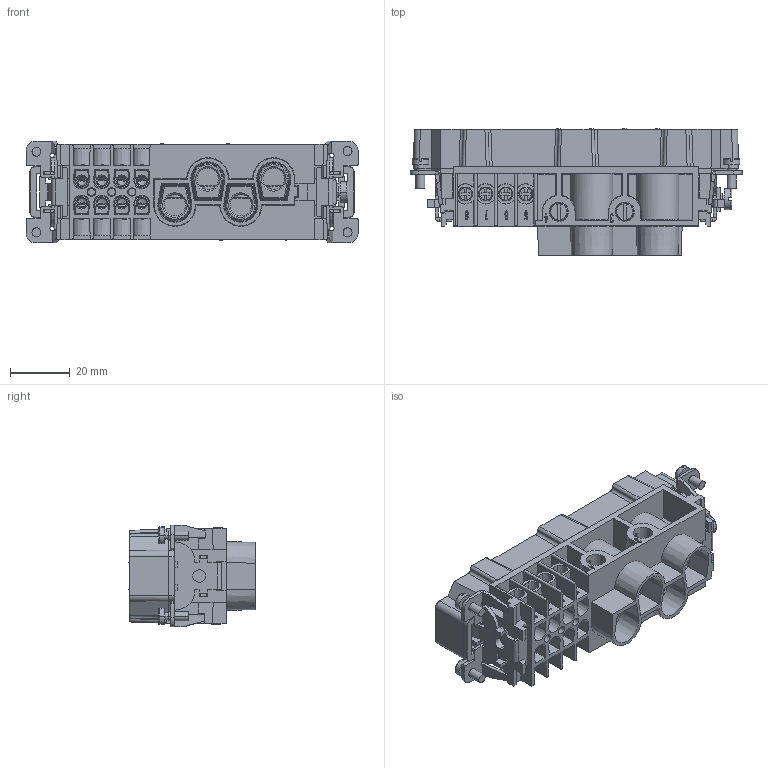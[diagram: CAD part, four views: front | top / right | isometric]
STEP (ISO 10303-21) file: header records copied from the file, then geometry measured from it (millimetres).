
FILE_DESCRIPTION((''),'2;1');
FILE_NAME('FCHATI_','2017-09-02T',('tl.yang'),(''),'PRO/ENGINEER BY PARAMETRIC TECHNOLOGY CORPORATION, 2011500','PRO/ENGINEER BY PARAMETRIC TECHNOLOGY CORPORATION, 2011500','');
FILE_SCHEMA(('CONFIG_CONTROL_DESIGN'));
Products named in the file (1): FCHATI_
Bounding box: 111 x 42.4 x 34 mm (x, y, z)
Volume: 46752.3 mm3; surface area: 48332.5 mm2
Topology: 1 solids, 1 shells, 2769 faces, 7730 edges, 5018 vertices
Faces by surface type: plane 1901, cylinder 493, cone 202, torus 71, bspline 62, sphere 40
Entity records: 93234 total; most frequent: CARTESIAN_POINT 22763, ORIENTED_EDGE 15380, DIRECTION 13575, EDGE_CURVE 7690, VECTOR 5605, LINE 5605, VERTEX_POINT 5018, AXIS2_PLACEMENT_3D 3985
